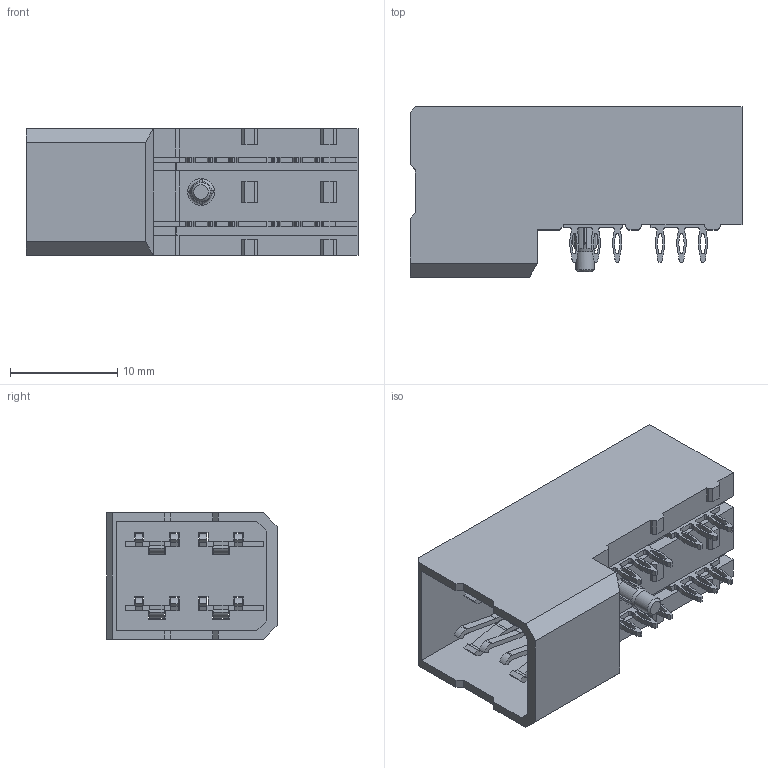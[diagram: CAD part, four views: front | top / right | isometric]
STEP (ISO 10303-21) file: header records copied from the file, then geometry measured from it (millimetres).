
FILE_DESCRIPTION( ( 'STEP AP214' ), '1' );
FILE_NAME( 'EPTT-2-P-11.5-D-RA.stp', '2021-06-24T21:51:24', ( 'License CC BY-ND 4.0' ), ( 'CADENAS' ), ' ', 'PARTsolutions', ' ' );
FILE_SCHEMA( ( 'AUTOMOTIVE_DESIGN { 1 0 10303 214 1 1 1 1 }' ) );
Length unit declared in the file: millimetre
Products named in the file (4): EPTT-2-P-11.5-D-RA; _EPTT-2-P-11.5-D-RA_dummy; _EPTT-2-P-11.5-D-RA-_housing; _EPTT-2-P-11.5-D-RA-_pins
Assembly tree (3 placements, depth 2):
  EPTT-2-P-11.5-D-RA
    _EPTT-2-P-11.5-D-RA_dummy
    _EPTT-2-P-11.5-D-RA-_housing
    _EPTT-2-P-11.5-D-RA-_pins
Bounding box: 31 x 15.9 x 11.85 mm (x, y, z)
Volume: 3154.5 mm3; surface area: 4739.6 mm2
Topology: 2 solids, 2 shells, 570 faces, 1693 edges, 1127 vertices
Faces by surface type: plane 366, cylinder 201, cone 2, torus 1
Full cylindrical faces by diameter (mm): 1.75 x1
Entity records: 23893 total; most frequent: CARTESIAN_POINT 3598, ORIENTED_EDGE 3374, DIRECTION 3207, EDGE_CURVE 1687, LINE 1267, VECTOR 1267, VERTEX_POINT 1124, AXIS2_PLACEMENT_3D 970
